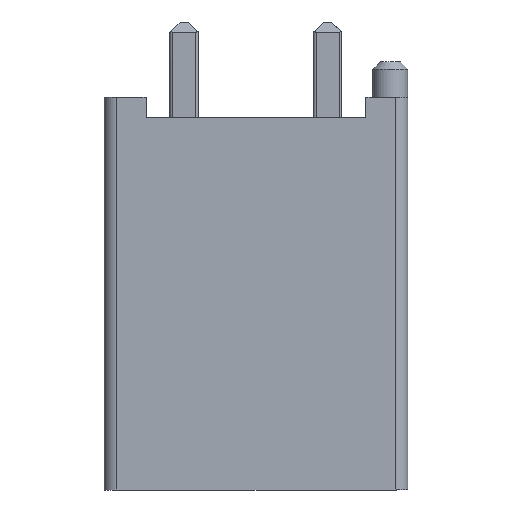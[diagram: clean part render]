
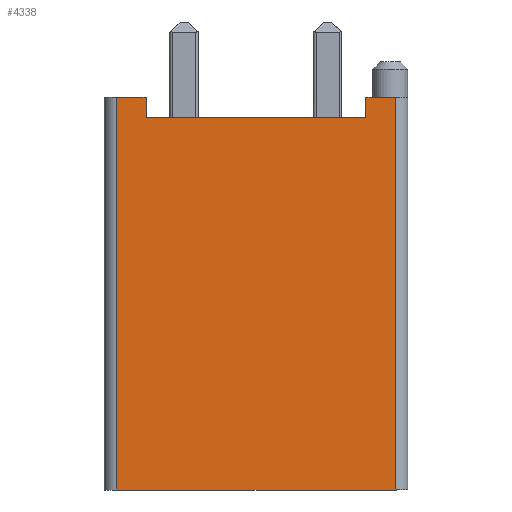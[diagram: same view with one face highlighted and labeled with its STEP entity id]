
A CAD part, front view. The second image highlights one B-rep face of the part: STEP entity #4338.
In plain terms, the highlighted planar face has unit normal (0, -1, 0).
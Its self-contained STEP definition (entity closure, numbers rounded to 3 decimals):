
#282=FACE_OUTER_BOUND('',#523,.T.);
#523=EDGE_LOOP('',(#3290,#3291,#3292,#3293,#3294,#3295,#3296,#3297));
#696=LINE('',#6102,#1201);
#707=LINE('',#6128,#1212);
#776=LINE('',#6277,#1281);
#896=LINE('',#6620,#1401);
#927=LINE('',#6683,#1432);
#928=LINE('',#6685,#1433);
#929=LINE('',#6686,#1434);
#930=LINE('',#6687,#1435);
#1201=VECTOR('',#4886,1.158);
#1212=VECTOR('',#4903,1.158);
#1281=VECTOR('',#5030,8.733);
#1401=VECTOR('',#5376,11.049);
#1432=VECTOR('',#5421,15.6);
#1433=VECTOR('',#5424,0.8);
#1434=VECTOR('',#5425,15.6);
#1435=VECTOR('',#5426,0.8);
#1702=VERTEX_POINT('',#6100);
#1703=VERTEX_POINT('',#6101);
#1709=VERTEX_POINT('',#6115);
#1715=VERTEX_POINT('',#6126);
#1765=VERTEX_POINT('',#6274);
#1766=VERTEX_POINT('',#6276);
#1875=VERTEX_POINT('',#6617);
#1876=VERTEX_POINT('',#6619);
#2113=EDGE_CURVE('',#1702,#1703,#696,.T.);
#2126=EDGE_CURVE('',#1715,#1709,#707,.T.);
#2200=EDGE_CURVE('',#1766,#1765,#776,.T.);
#2370=EDGE_CURVE('',#1876,#1875,#896,.T.);
#2402=EDGE_CURVE('',#1702,#1876,#927,.T.);
#2403=EDGE_CURVE('',#1765,#1703,#928,.T.);
#2404=EDGE_CURVE('',#1875,#1709,#929,.T.);
#2405=EDGE_CURVE('',#1766,#1715,#930,.T.);
#3290=ORIENTED_EDGE('',*,*,#2200,.T.);
#3291=ORIENTED_EDGE('',*,*,#2403,.T.);
#3292=ORIENTED_EDGE('',*,*,#2113,.F.);
#3293=ORIENTED_EDGE('',*,*,#2402,.T.);
#3294=ORIENTED_EDGE('',*,*,#2370,.T.);
#3295=ORIENTED_EDGE('',*,*,#2404,.T.);
#3296=ORIENTED_EDGE('',*,*,#2126,.F.);
#3297=ORIENTED_EDGE('',*,*,#2405,.F.);
#4002=PLANE('',#4646);
#4338=ADVANCED_FACE('',(#282),#4002,.T.);
#4646=AXIS2_PLACEMENT_3D('',#6684,#5422,#5423);
#4886=DIRECTION('',(1.,0.,0.));
#4903=DIRECTION('',(1.,0.,0.));
#5030=DIRECTION('',(-1.,0.,0.));
#5376=DIRECTION('',(1.,0.,0.));
#5421=DIRECTION('',(0.,0.,-1.));
#5422=DIRECTION('center_axis',(0.,-1.,0.));
#5423=DIRECTION('ref_axis',(-1.,0.,0.));
#5424=DIRECTION('',(0.,0.,1.));
#5425=DIRECTION('',(0.,0.,1.));
#5426=DIRECTION('',(0.,0.,1.));
#6100=CARTESIAN_POINT('',(-18.363,-2.919,13.473));
#6101=CARTESIAN_POINT('',(-17.205,-2.919,13.473));
#6102=CARTESIAN_POINT('',(-18.363,-2.919,13.473));
#6115=CARTESIAN_POINT('',(-7.314,-2.919,13.473));
#6126=CARTESIAN_POINT('',(-8.472,-2.919,13.473));
#6128=CARTESIAN_POINT('',(-8.472,-2.919,13.473));
#6274=CARTESIAN_POINT('',(-17.205,-2.919,12.673));
#6276=CARTESIAN_POINT('',(-8.472,-2.919,12.673));
#6277=CARTESIAN_POINT('',(-8.472,-2.919,12.673));
#6617=CARTESIAN_POINT('',(-7.314,-2.919,-2.127));
#6619=CARTESIAN_POINT('',(-18.363,-2.919,-2.127));
#6620=CARTESIAN_POINT('',(-18.363,-2.919,-2.127));
#6683=CARTESIAN_POINT('',(-18.363,-2.919,13.473));
#6684=CARTESIAN_POINT('Origin',(-7.314,-2.919,12.343));
#6685=CARTESIAN_POINT('',(-17.205,-2.919,12.673));
#6686=CARTESIAN_POINT('',(-7.314,-2.919,-2.127));
#6687=CARTESIAN_POINT('',(-8.472,-2.919,12.673));
